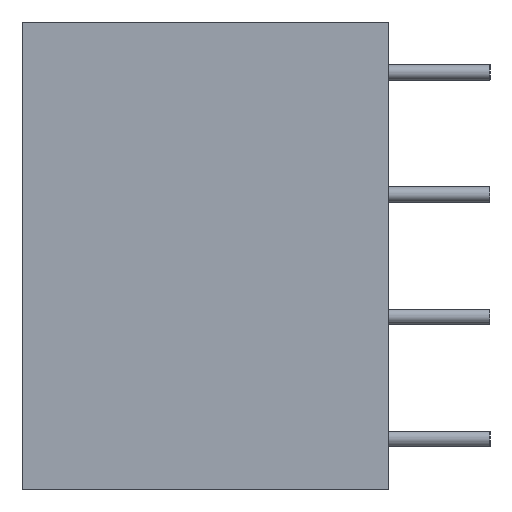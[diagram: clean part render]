
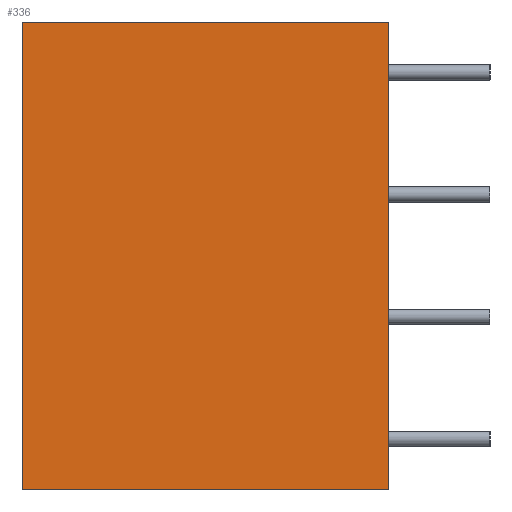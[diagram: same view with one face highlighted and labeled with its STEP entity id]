
A CAD part, left-side view. The second image highlights one B-rep face of the part: STEP entity #336.
In plain terms, the highlighted planar face has unit normal (-1, 0, 0).
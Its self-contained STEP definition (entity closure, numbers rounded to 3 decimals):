
#4 = CARTESIAN_POINT ( 'NONE',  ( -19., 0., -11.5 ) ) ;
#9 = CARTESIAN_POINT ( 'NONE',  ( -19., 18., 11.5 ) ) ;
#17 = AXIS2_PLACEMENT_3D ( 'NONE', #530, #206, #394 ) ;
#42 = ORIENTED_EDGE ( 'NONE', *, *, #574, .T. ) ;
#88 = VECTOR ( 'NONE', #210, 1000. ) ;
#133 = ORIENTED_EDGE ( 'NONE', *, *, #502, .F. ) ;
#134 = EDGE_LOOP ( 'NONE', ( #42, #133, #446, #315 ) ) ;
#136 = VERTEX_POINT ( 'NONE', #498 ) ;
#139 = LINE ( 'NONE', #432, #418 ) ;
#143 = LINE ( 'NONE', #289, #155 ) ;
#155 = VECTOR ( 'NONE', #182, 1000. ) ;
#181 = VERTEX_POINT ( 'NONE', #579 ) ;
#182 = DIRECTION ( 'NONE',  ( 0., -1., 0. ) ) ;
#192 = EDGE_CURVE ( 'NONE', #136, #290, #349, .T. ) ;
#206 = DIRECTION ( 'NONE',  ( 1., 0., 0. ) ) ;
#210 = DIRECTION ( 'NONE',  ( 0., -1., 0. ) ) ;
#246 = EDGE_CURVE ( 'NONE', #136, #309, #143, .T. ) ;
#263 = LINE ( 'NONE', #364, #88 ) ;
#289 = CARTESIAN_POINT ( 'NONE',  ( -19., 18., -11.5 ) ) ;
#290 = VERTEX_POINT ( 'NONE', #9 ) ;
#309 = VERTEX_POINT ( 'NONE', #4 ) ;
#315 = ORIENTED_EDGE ( 'NONE', *, *, #246, .T. ) ;
#335 = DIRECTION ( 'NONE',  ( 0., 0., 1. ) ) ;
#336 = ADVANCED_FACE ( 'NONE', ( #389 ), #343, .F. ) ;
#343 = PLANE ( 'NONE',  #17 ) ;
#349 = LINE ( 'NONE', #358, #599 ) ;
#358 = CARTESIAN_POINT ( 'NONE',  ( -19., 18., 11.5 ) ) ;
#364 = CARTESIAN_POINT ( 'NONE',  ( -19., 18., 11.5 ) ) ;
#389 = FACE_OUTER_BOUND ( 'NONE', #134, .T. ) ;
#394 = DIRECTION ( 'NONE',  ( 0., 0., -1. ) ) ;
#418 = VECTOR ( 'NONE', #335, 1000. ) ;
#432 = CARTESIAN_POINT ( 'NONE',  ( -19., 0., 11.5 ) ) ;
#446 = ORIENTED_EDGE ( 'NONE', *, *, #192, .F. ) ;
#498 = CARTESIAN_POINT ( 'NONE',  ( -19., 18., -11.5 ) ) ;
#502 = EDGE_CURVE ( 'NONE', #290, #181, #263, .T. ) ;
#530 = CARTESIAN_POINT ( 'NONE',  ( -19., 18., 11.5 ) ) ;
#544 = DIRECTION ( 'NONE',  ( 0., 0., 1. ) ) ;
#574 = EDGE_CURVE ( 'NONE', #309, #181, #139, .T. ) ;
#579 = CARTESIAN_POINT ( 'NONE',  ( -19., 0., 11.5 ) ) ;
#599 = VECTOR ( 'NONE', #544, 1000. ) ;
